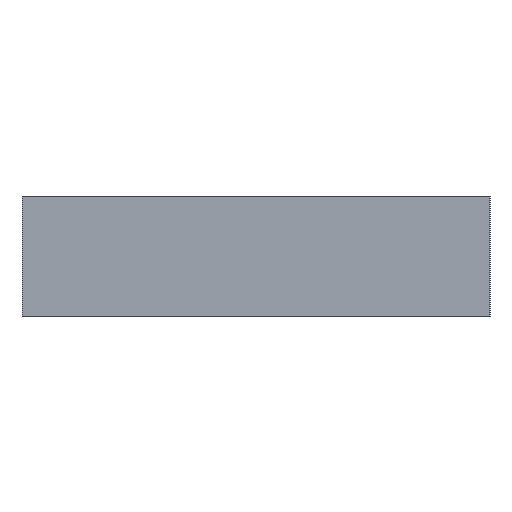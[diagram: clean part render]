
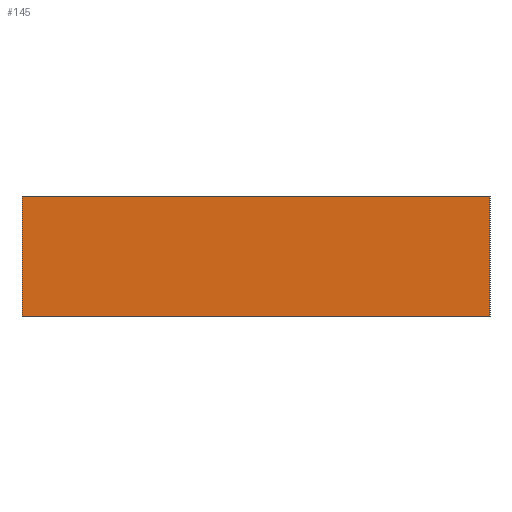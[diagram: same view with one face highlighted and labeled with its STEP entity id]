
A CAD part, left-side view. The second image highlights one B-rep face of the part: STEP entity #145.
In plain terms, the highlighted planar face has unit normal (-1, 0, 0).
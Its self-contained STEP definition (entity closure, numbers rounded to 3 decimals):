
#89=CARTESIAN_POINT('',(-7.,-3.9,0.5));
#90=VERTEX_POINT('',#89);
#97=CARTESIAN_POINT('',(-7.,-3.9,-0.5));
#98=VERTEX_POINT('',#97);
#99=CARTESIAN_POINT('',(-7.,-3.9,-0.5));
#100=DIRECTION('',(0.0,0.0,1.0));
#101=VECTOR('',#100,1.0);
#102=LINE('',#99,#101);
#103=EDGE_CURVE('',#98,#90,#102,.T.);
#115=CARTESIAN_POINT('',(-7.,-3.9,0.0));
#116=DIRECTION('',(-1.0,0.0,0.0));
#117=DIRECTION('',(0.0,0.0,1.0));
#118=AXIS2_PLACEMENT_3D('',#115,#116,#117);
#119=PLANE('',#118);
#120=CARTESIAN_POINT('',(-7.,0.0,0.5));
#121=VERTEX_POINT('',#120);
#122=CARTESIAN_POINT('',(-7.,-3.9,0.5));
#123=DIRECTION('',(0.0,1.0,0.0));
#124=VECTOR('',#123,3.9);
#125=LINE('',#122,#124);
#126=EDGE_CURVE('',#90,#121,#125,.T.);
#127=ORIENTED_EDGE('',*,*,#126,.T.);
#128=CARTESIAN_POINT('',(-7.,0.0,-0.5));
#129=VERTEX_POINT('',#128);
#130=CARTESIAN_POINT('',(-7.,0.0,-0.5));
#131=DIRECTION('',(0.0,0.0,1.0));
#132=VECTOR('',#131,1.0);
#133=LINE('',#130,#132);
#134=EDGE_CURVE('',#129,#121,#133,.T.);
#135=ORIENTED_EDGE('',*,*,#134,.F.);
#136=CARTESIAN_POINT('',(-7.,0.0,-0.5));
#137=DIRECTION('',(0.0,-1.0,0.0));
#138=VECTOR('',#137,3.9);
#139=LINE('',#136,#138);
#140=EDGE_CURVE('',#129,#98,#139,.T.);
#141=ORIENTED_EDGE('',*,*,#140,.T.);
#142=ORIENTED_EDGE('',*,*,#103,.T.);
#143=EDGE_LOOP('',(#127,#135,#141,#142));
#144=FACE_OUTER_BOUND('',#143,.T.);
#145=ADVANCED_FACE('',(#144),#119,.T.);
